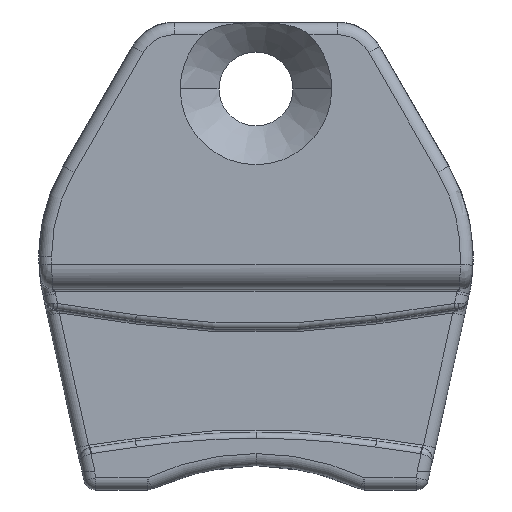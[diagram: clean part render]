
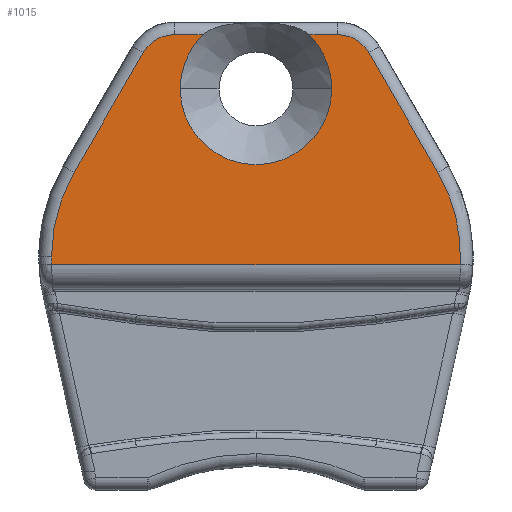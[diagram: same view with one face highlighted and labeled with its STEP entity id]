
A CAD part, top view. The second image highlights one B-rep face of the part: STEP entity #1015.
In plain terms, the highlighted planar face has unit normal (0, 0, 1).
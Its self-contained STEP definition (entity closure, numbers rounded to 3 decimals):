
#81 = VERTEX_POINT ( 'NONE', #5746 ) ;
#173 = CARTESIAN_POINT ( 'NONE',  ( 32.353, 49.871, 8.442 ) ) ;
#264 = DIRECTION ( 'NONE',  ( -1., 0., 0. ) ) ;
#502 = CARTESIAN_POINT ( 'NONE',  ( 23., 46.869, 8.442 ) ) ;
#531 = DIRECTION ( 'NONE',  ( -1., 0., 0. ) ) ;
#534 = LINE ( 'NONE', #2073, #6005 ) ;
#571 = VERTEX_POINT ( 'NONE', #173 ) ;
#607 = ORIENTED_EDGE ( 'NONE', *, *, #4837, .T. ) ;
#690 = CARTESIAN_POINT ( 'NONE',  ( 17.029, 55.729, 8.442 ) ) ;
#728 = ORIENTED_EDGE ( 'NONE', *, *, #2623, .T. ) ;
#789 = CARTESIAN_POINT ( 'NONE',  ( 6.041, 32.934, 8.442 ) ) ;
#819 = CARTESIAN_POINT ( 'NONE',  ( 29.764, 32.3, 8.442 ) ) ;
#907 = VERTEX_POINT ( 'NONE', #6023 ) ;
#937 = EDGE_CURVE ( 'NONE', #4622, #81, #5573, .T. ) ;
#1015 = ADVANCED_FACE ( 'NONE', ( #1409 ), #6262, .F. ) ;
#1072 = ORIENTED_EDGE ( 'NONE', *, *, #6405, .T. ) ;
#1117 = VECTOR ( 'NONE', #1938, 1000. ) ;
#1144 = CIRCLE ( 'NONE', #5427, 6.281 ) ;
#1223 = VERTEX_POINT ( 'NONE', #789 ) ;
#1258 = CIRCLE ( 'NONE', #1698, 14.044 ) ;
#1261 = CARTESIAN_POINT ( 'NONE',  ( 20.085, 32.934, 8.442 ) ) ;
#1409 = FACE_OUTER_BOUND ( 'NONE', #1687, .T. ) ;
#1513 = CARTESIAN_POINT ( 'NONE',  ( 38.077, 39.956, 8.442 ) ) ;
#1614 = DIRECTION ( 'NONE',  ( 0., 0., 1. ) ) ;
#1628 = CIRCLE ( 'NONE', #4261, 6.281 ) ;
#1664 = AXIS2_PLACEMENT_3D ( 'NONE', #5219, #5701, #6741 ) ;
#1687 = EDGE_LOOP ( 'NONE', ( #4072, #607, #4065, #3470, #1072, #6044, #4815, #728, #6064, #4104, #3917, #6434, #1859 ) ) ;
#1695 = DIRECTION ( 'NONE',  ( 0., 0., 1. ) ) ;
#1698 = AXIS2_PLACEMENT_3D ( 'NONE', #5284, #5252, #531 ) ;
#1737 = CARTESIAN_POINT ( 'NONE',  ( 23., 46.869, 8.442 ) ) ;
#1750 = LINE ( 'NONE', #690, #1925 ) ;
#1807 = VERTEX_POINT ( 'NONE', #6717 ) ;
#1812 = VECTOR ( 'NONE', #6021, 1000. ) ;
#1821 = AXIS2_PLACEMENT_3D ( 'NONE', #502, #2619, #4709 ) ;
#1859 = ORIENTED_EDGE ( 'NONE', *, *, #4046, .F. ) ;
#1925 = VECTOR ( 'NONE', #2810, 1000. ) ;
#1938 = DIRECTION ( 'NONE',  ( 1., 0., 0. ) ) ;
#2073 = CARTESIAN_POINT ( 'NONE',  ( 26.037, 51.366, 8.442 ) ) ;
#2102 = DIRECTION ( 'NONE',  ( -1., 0., 0. ) ) ;
#2287 = CARTESIAN_POINT ( 'NONE',  ( 6.056, 32.3, 8.442 ) ) ;
#2297 = VECTOR ( 'NONE', #2940, 1000. ) ;
#2385 = LINE ( 'NONE', #6535, #1812 ) ;
#2405 = VERTEX_POINT ( 'NONE', #5648 ) ;
#2504 = CIRCLE ( 'NONE', #5784, 2.989 ) ;
#2572 = VERTEX_POINT ( 'NONE', #6572 ) ;
#2619 = DIRECTION ( 'NONE',  ( 0., 0., 1. ) ) ;
#2623 = EDGE_CURVE ( 'NONE', #81, #3455, #5441, .T. ) ;
#2664 = CARTESIAN_POINT ( 'NONE',  ( 13.647, 49.871, 8.442 ) ) ;
#2735 = DIRECTION ( 'NONE',  ( -1., 0., 0. ) ) ;
#2787 = AXIS2_PLACEMENT_3D ( 'NONE', #6438, #6022, #264 ) ;
#2810 = DIRECTION ( 'NONE',  ( -0.5, -0.866, 0. ) ) ;
#2940 = DIRECTION ( 'NONE',  ( -1., 0., 0. ) ) ;
#2958 = EDGE_CURVE ( 'NONE', #4953, #1807, #1750, .T. ) ;
#3238 = EDGE_CURVE ( 'NONE', #6364, #6680, #4779, .T. ) ;
#3355 = CARTESIAN_POINT ( 'NONE',  ( 23., 46.869, 8.442 ) ) ;
#3367 = AXIS2_PLACEMENT_3D ( 'NONE', #1261, #5053, #6638 ) ;
#3455 = VERTEX_POINT ( 'NONE', #1513 ) ;
#3470 = ORIENTED_EDGE ( 'NONE', *, *, #2958, .T. ) ;
#3504 = EDGE_CURVE ( 'NONE', #907, #4830, #534, .T. ) ;
#3894 = AXIS2_PLACEMENT_3D ( 'NONE', #5161, #1614, #2735 ) ;
#3917 = ORIENTED_EDGE ( 'NONE', *, *, #3504, .T. ) ;
#3933 = LINE ( 'NONE', #5545, #2297 ) ;
#4046 = EDGE_CURVE ( 'NONE', #6680, #2572, #1628, .T. ) ;
#4065 = ORIENTED_EDGE ( 'NONE', *, *, #6559, .T. ) ;
#4072 = ORIENTED_EDGE ( 'NONE', *, *, #3238, .F. ) ;
#4104 = ORIENTED_EDGE ( 'NONE', *, *, #6472, .T. ) ;
#4261 = AXIS2_PLACEMENT_3D ( 'NONE', #1737, #1695, #5407 ) ;
#4551 = CARTESIAN_POINT ( 'NONE',  ( 27.386, 51.366, 8.442 ) ) ;
#4577 = CIRCLE ( 'NONE', #3367, 14.044 ) ;
#4622 = VERTEX_POINT ( 'NONE', #2287 ) ;
#4709 = DIRECTION ( 'NONE',  ( 1., 0., 0. ) ) ;
#4779 = CIRCLE ( 'NONE', #1821, 6.281 ) ;
#4815 = ORIENTED_EDGE ( 'NONE', *, *, #937, .T. ) ;
#4830 = VERTEX_POINT ( 'NONE', #4551 ) ;
#4837 = EDGE_CURVE ( 'NONE', #6364, #2405, #3933, .T. ) ;
#4897 = DIRECTION ( 'NONE',  ( 0., 0., 1. ) ) ;
#4953 = VERTEX_POINT ( 'NONE', #2664 ) ;
#4970 = DIRECTION ( 'NONE',  ( 1., 0., 0. ) ) ;
#5015 = CARTESIAN_POINT ( 'NONE',  ( 18.614, 51.366, 8.442 ) ) ;
#5053 = DIRECTION ( 'NONE',  ( 0., 0., 1. ) ) ;
#5161 = CARTESIAN_POINT ( 'NONE',  ( 16.236, 48.377, 8.442 ) ) ;
#5196 = CARTESIAN_POINT ( 'NONE',  ( 29.764, 48.377, 8.442 ) ) ;
#5219 = CARTESIAN_POINT ( 'NONE',  ( 29.764, 48.377, 8.442 ) ) ;
#5252 = DIRECTION ( 'NONE',  ( 0., 0., 1. ) ) ;
#5284 = CARTESIAN_POINT ( 'NONE',  ( 20.085, 32.934, 8.442 ) ) ;
#5407 = DIRECTION ( 'NONE',  ( 1., 0., 0. ) ) ;
#5427 = AXIS2_PLACEMENT_3D ( 'NONE', #3355, #4897, #4970 ) ;
#5441 = CIRCLE ( 'NONE', #2787, 14.044 ) ;
#5545 = CARTESIAN_POINT ( 'NONE',  ( 16.236, 51.366, 8.442 ) ) ;
#5573 = LINE ( 'NONE', #819, #1117 ) ;
#5648 = CARTESIAN_POINT ( 'NONE',  ( 16.236, 51.366, 8.442 ) ) ;
#5701 = DIRECTION ( 'NONE',  ( 0., 0., -1. ) ) ;
#5737 = DIRECTION ( 'NONE',  ( -1., 0., 0. ) ) ;
#5746 = CARTESIAN_POINT ( 'NONE',  ( 39.944, 32.3, 8.442 ) ) ;
#5784 = AXIS2_PLACEMENT_3D ( 'NONE', #5196, #6775, #5737 ) ;
#5965 = CARTESIAN_POINT ( 'NONE',  ( 16.719, 46.869, 8.442 ) ) ;
#6005 = VECTOR ( 'NONE', #2102, 1000. ) ;
#6021 = DIRECTION ( 'NONE',  ( -0.5, 0.866, 0. ) ) ;
#6022 = DIRECTION ( 'NONE',  ( 0., 0., 1. ) ) ;
#6023 = CARTESIAN_POINT ( 'NONE',  ( 29.764, 51.366, 8.442 ) ) ;
#6044 = ORIENTED_EDGE ( 'NONE', *, *, #6616, .T. ) ;
#6064 = ORIENTED_EDGE ( 'NONE', *, *, #6817, .T. ) ;
#6262 = PLANE ( 'NONE',  #1664 ) ;
#6323 = CIRCLE ( 'NONE', #3894, 2.989 ) ;
#6364 = VERTEX_POINT ( 'NONE', #5015 ) ;
#6405 = EDGE_CURVE ( 'NONE', #1807, #1223, #4577, .T. ) ;
#6434 = ORIENTED_EDGE ( 'NONE', *, *, #6683, .F. ) ;
#6438 = CARTESIAN_POINT ( 'NONE',  ( 25.915, 32.934, 8.442 ) ) ;
#6472 = EDGE_CURVE ( 'NONE', #571, #907, #2504, .T. ) ;
#6535 = CARTESIAN_POINT ( 'NONE',  ( 32.353, 49.871, 8.442 ) ) ;
#6559 = EDGE_CURVE ( 'NONE', #2405, #4953, #6323, .T. ) ;
#6572 = CARTESIAN_POINT ( 'NONE',  ( 29.281, 46.869, 8.442 ) ) ;
#6616 = EDGE_CURVE ( 'NONE', #1223, #4622, #1258, .T. ) ;
#6638 = DIRECTION ( 'NONE',  ( -1., 0., 0. ) ) ;
#6680 = VERTEX_POINT ( 'NONE', #5965 ) ;
#6683 = EDGE_CURVE ( 'NONE', #2572, #4830, #1144, .T. ) ;
#6717 = CARTESIAN_POINT ( 'NONE',  ( 7.923, 39.956, 8.442 ) ) ;
#6741 = DIRECTION ( 'NONE',  ( -1., 0., 0. ) ) ;
#6775 = DIRECTION ( 'NONE',  ( 0., 0., 1. ) ) ;
#6817 = EDGE_CURVE ( 'NONE', #3455, #571, #2385, .T. ) ;
